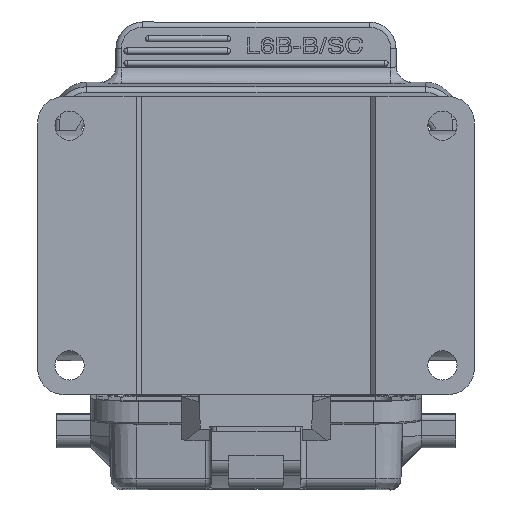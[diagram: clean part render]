
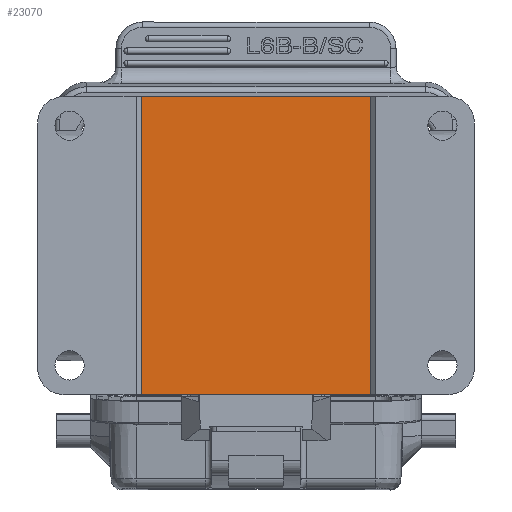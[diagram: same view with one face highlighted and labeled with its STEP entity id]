
A CAD part, front view. The second image highlights one B-rep face of the part: STEP entity #23070.
In plain terms, the highlighted planar face has unit normal (0, -1, 0).
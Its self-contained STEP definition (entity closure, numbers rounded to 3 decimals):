
#1053=DIRECTION('',(1.,0.,0.));
#1054=VECTOR('',#1053,43.);
#1055=CARTESIAN_POINT('',(20.5,1.,
-69.972));
#1056=LINE('',#1055,#1054);
#3295=DIRECTION('',(-1.,0.,0.));
#3296=VECTOR('',#3295,43.);
#3297=CARTESIAN_POINT('',(63.5,1.,
-13.972));
#3298=LINE('',#3297,#3296);
#3345=DIRECTION('',(0.,0.,1.));
#3346=VECTOR('',#3345,56.);
#3347=CARTESIAN_POINT('',(63.5,1.,
-69.972));
#3348=LINE('',#3347,#3346);
#3349=DIRECTION('',(0.,0.,1.));
#3350=VECTOR('',#3349,56.);
#3351=CARTESIAN_POINT('',(20.5,1.,
-69.972));
#3352=LINE('',#3351,#3350);
#16682=CARTESIAN_POINT('',(20.5,1.,
-69.972));
#16683=VERTEX_POINT('',#16682);
#16684=CARTESIAN_POINT('',(63.5,1.,
-69.972));
#16685=VERTEX_POINT('',#16684);
#16764=CARTESIAN_POINT('',(63.5,1.,
-13.972));
#16765=VERTEX_POINT('',#16764);
#16766=CARTESIAN_POINT('',(20.5,1.,
-13.972));
#16767=VERTEX_POINT('',#16766);
#23058=CARTESIAN_POINT('',(42.,1.,-41.972));
#23059=DIRECTION('',(0.,1.,0.));
#23060=DIRECTION('',(0.,0.,1.));
#23061=AXIS2_PLACEMENT_3D('',#23058,#23059,#23060);
#23062=PLANE('',#23061);
#23063=ORIENTED_EDGE('',*,*,#19971,.F.);
#23065=ORIENTED_EDGE('',*,*,#23064,.T.);
#23066=ORIENTED_EDGE('',*,*,#22994,.F.);
#23067=ORIENTED_EDGE('',*,*,#23050,.F.);
#23068=EDGE_LOOP('',(#23063,#23065,#23066,#23067));
#23069=FACE_OUTER_BOUND('',#23068,.F.);
#19971=EDGE_CURVE('',#16683,#16685,#1056,.T.);
#22994=EDGE_CURVE('',#16765,#16767,#3298,.T.);
#23050=EDGE_CURVE('',#16685,#16765,#3348,.T.);
#23064=EDGE_CURVE('',#16683,#16767,#3352,.T.);
#23070=ADVANCED_FACE('',(#23069),#23062,.F.);
